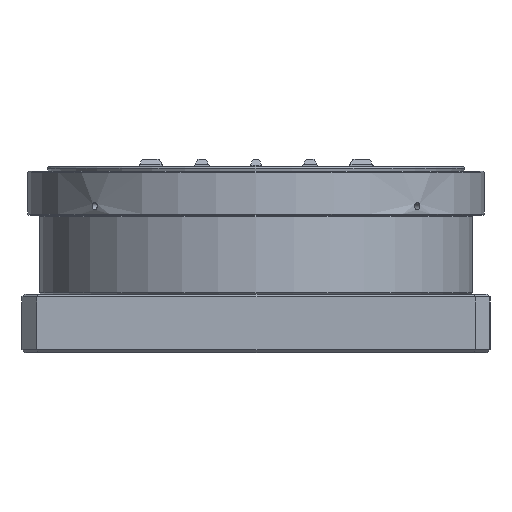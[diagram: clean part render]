
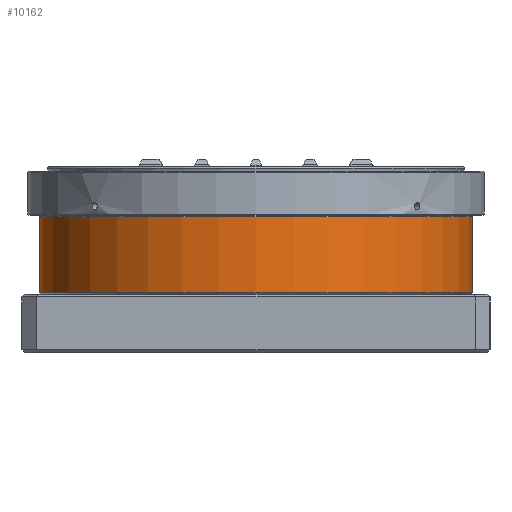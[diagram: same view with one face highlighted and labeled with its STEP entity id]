
A CAD part, left-side view. The second image highlights one B-rep face of the part: STEP entity #10162.
In plain terms, the highlighted cylindrical face has radius 74 mm (diameter 148 mm), a full revolution.
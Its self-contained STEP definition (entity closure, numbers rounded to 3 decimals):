
#1027=CYLINDRICAL_SURFACE('',#13435,74.);
#3724=EDGE_LOOP('',(#5725));
#3725=EDGE_LOOP('',(#5726));
#5725=ORIENTED_EDGE('',*,*,#8359,.T.);
#5726=ORIENTED_EDGE('',*,*,#8360,.T.);
#8359=EDGE_CURVE('',#12082,#12082,#9630,.T.);
#8360=EDGE_CURVE('',#12083,#12083,#9631,.T.);
#9630=CIRCLE('',#13433,74.);
#9631=CIRCLE('',#13434,74.);
#10162=ADVANCED_FACE('',(#11119,#11120),#1027,.T.);
#11119=FACE_BOUND('',#3724,.T.);
#11120=FACE_BOUND('',#3725,.T.);
#12082=VERTEX_POINT('',#22209);
#12083=VERTEX_POINT('',#22211);
#13433=AXIS2_PLACEMENT_3D('',#22208,#16145,#16146);
#13434=AXIS2_PLACEMENT_3D('',#22210,#16147,#16148);
#13435=AXIS2_PLACEMENT_3D('',#22212,#16149,#16150);
#16145=DIRECTION('',(0.,0.,1.));
#16146=DIRECTION('',(1.,0.,0.));
#16147=DIRECTION('',(0.,0.,-1.));
#16148=DIRECTION('',(1.,0.,0.));
#16149=DIRECTION('',(0.,0.,-1.));
#16150=DIRECTION('',(0.,1.,0.));
#22208=CARTESIAN_POINT('',(0.,0.,
-32.5));
#22209=CARTESIAN_POINT('',(74.,0.,-32.5));
#22210=CARTESIAN_POINT('',(0.,0.,
-6.5));
#22211=CARTESIAN_POINT('',(74.,0.,-6.5));
#22212=CARTESIAN_POINT('',(0.,0.,
-35.));
